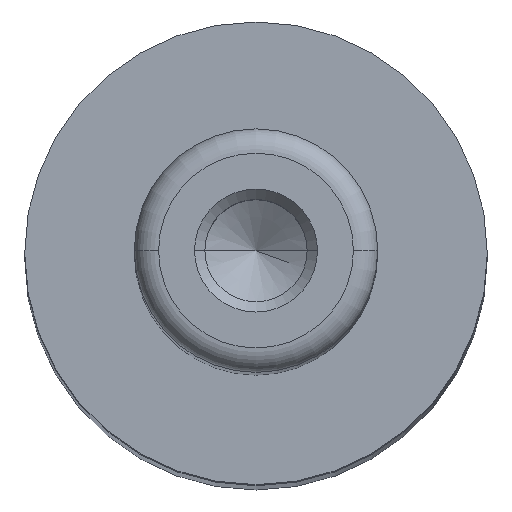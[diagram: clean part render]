
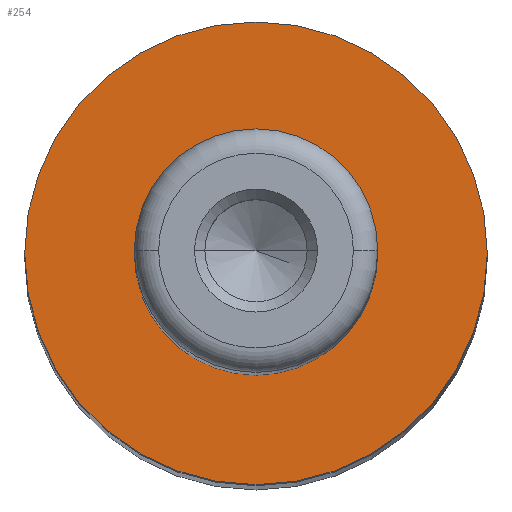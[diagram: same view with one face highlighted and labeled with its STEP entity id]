
A CAD part, top view. The second image highlights one B-rep face of the part: STEP entity #254.
In plain terms, the highlighted planar face has unit normal (0, 0, 1).
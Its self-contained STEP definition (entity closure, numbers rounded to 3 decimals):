
#37 = CARTESIAN_POINT ( 'NONE',  ( 5., 0., 125. ) ) ;
#100 = CIRCLE ( 'NONE', #971, 9.5 ) ;
#118 = DIRECTION ( 'NONE',  ( 0., 0., -1. ) ) ;
#119 = ORIENTED_EDGE ( 'NONE', *, *, #764, .F. ) ;
#127 = CIRCLE ( 'NONE', #784, 5. ) ;
#135 = CARTESIAN_POINT ( 'NONE',  ( -5., 0., 125. ) ) ;
#183 = EDGE_LOOP ( 'NONE', ( #517, #119 ) ) ;
#254 = ADVANCED_FACE ( 'NONE', ( #313, #739 ), #395, .T. ) ;
#313 = FACE_BOUND ( 'NONE', #322, .T. ) ;
#319 = EDGE_CURVE ( 'NONE', #845, #1000, #529, .T. ) ;
#322 = EDGE_LOOP ( 'NONE', ( #571, #493 ) ) ;
#361 = CARTESIAN_POINT ( 'NONE',  ( 0., 0., 125. ) ) ;
#395 = PLANE ( 'NONE',  #1007 ) ;
#438 = DIRECTION ( 'NONE',  ( -1., 0., 0. ) ) ;
#462 = DIRECTION ( 'NONE',  ( 0., 0., -1. ) ) ;
#474 = DIRECTION ( 'NONE',  ( 0., 0., 1. ) ) ;
#483 = DIRECTION ( 'NONE',  ( 0., 0., -1. ) ) ;
#493 = ORIENTED_EDGE ( 'NONE', *, *, #1122, .T. ) ;
#517 = ORIENTED_EDGE ( 'NONE', *, *, #319, .F. ) ;
#529 = CIRCLE ( 'NONE', #1138, 9.5 ) ;
#571 = ORIENTED_EDGE ( 'NONE', *, *, #747, .T. ) ;
#630 = CARTESIAN_POINT ( 'NONE',  ( 0., 0., 125. ) ) ;
#642 = CARTESIAN_POINT ( 'NONE',  ( -9.5, 0., 125. ) ) ;
#671 = VERTEX_POINT ( 'NONE', #797 ) ;
#677 = CARTESIAN_POINT ( 'NONE',  ( 9.5, 0., 125. ) ) ;
#722 = DIRECTION ( 'NONE',  ( -1., 0., 0. ) ) ;
#739 = FACE_OUTER_BOUND ( 'NONE', #183, .T. ) ;
#747 = EDGE_CURVE ( 'NONE', #671, #861, #127, .T. ) ;
#764 = EDGE_CURVE ( 'NONE', #1000, #845, #100, .T. ) ;
#784 = AXIS2_PLACEMENT_3D ( 'NONE', #993, #462, #1088 ) ;
#797 = CARTESIAN_POINT ( 'NONE',  ( -5., 0., 125. ) ) ;
#845 = VERTEX_POINT ( 'NONE', #642 ) ;
#859 = CIRCLE ( 'NONE', #922, 5. ) ;
#861 = VERTEX_POINT ( 'NONE', #37 ) ;
#922 = AXIS2_PLACEMENT_3D ( 'NONE', #361, #974, #438 ) ;
#971 = AXIS2_PLACEMENT_3D ( 'NONE', #630, #118, #722 ) ;
#974 = DIRECTION ( 'NONE',  ( 0., 0., -1. ) ) ;
#993 = CARTESIAN_POINT ( 'NONE',  ( 0., 0., 125. ) ) ;
#1000 = VERTEX_POINT ( 'NONE', #677 ) ;
#1007 = AXIS2_PLACEMENT_3D ( 'NONE', #135, #474, #1111 ) ;
#1022 = CARTESIAN_POINT ( 'NONE',  ( 0., 0., 125. ) ) ;
#1088 = DIRECTION ( 'NONE',  ( -1., 0., 0. ) ) ;
#1111 = DIRECTION ( 'NONE',  ( 1., 0., 0. ) ) ;
#1121 = DIRECTION ( 'NONE',  ( -1., 0., 0. ) ) ;
#1122 = EDGE_CURVE ( 'NONE', #861, #671, #859, .T. ) ;
#1138 = AXIS2_PLACEMENT_3D ( 'NONE', #1022, #483, #1121 ) ;
